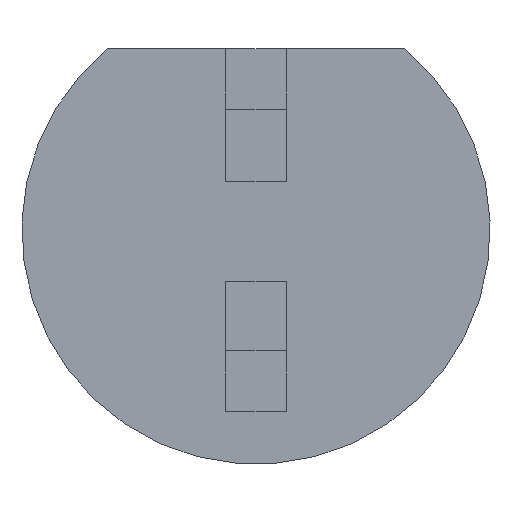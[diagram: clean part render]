
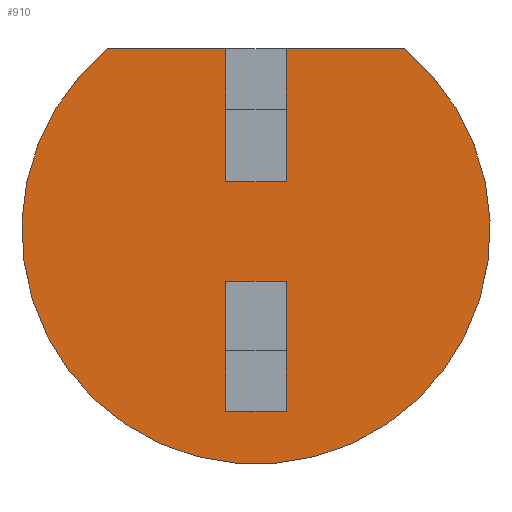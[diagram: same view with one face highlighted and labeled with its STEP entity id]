
A CAD part, front view. The second image highlights one B-rep face of the part: STEP entity #910.
In plain terms, the highlighted planar face has unit normal (0, -1, 0).
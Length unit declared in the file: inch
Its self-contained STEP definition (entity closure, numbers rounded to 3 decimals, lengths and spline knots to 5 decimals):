
#40 = AXIS2_PLACEMENT_3D ( 'NONE', #801, #719, #264 ) ;
#62 = VECTOR ( 'NONE', #925, 39.37008 ) ;
#79 = LINE ( 'NONE', #933, #62 ) ;
#113 = AXIS2_PLACEMENT_3D ( 'NONE', #909, #728, #462 ) ;
#254 = VERTEX_POINT ( 'NONE', #1117 ) ;
#264 = DIRECTION ( 'NONE',  ( 0., 0., 1. ) ) ;
#446 = CARTESIAN_POINT ( 'NONE',  ( -0.04905, -0.035, 0.06 ) ) ;
#450 = ORIENTED_EDGE ( 'NONE', *, *, #1054, .F. ) ;
#462 = DIRECTION ( 'NONE',  ( 0., 0., 1. ) ) ;
#527 = EDGE_CURVE ( 'NONE', #254, #779, #676, .T. ) ;
#586 = ORIENTED_EDGE ( 'NONE', *, *, #527, .F. ) ;
#676 = CIRCLE ( 'NONE', #40, 0.0775 ) ;
#719 = DIRECTION ( 'NONE',  ( 0., 1., 0. ) ) ;
#728 = DIRECTION ( 'NONE',  ( 0., 1., 0. ) ) ;
#779 = VERTEX_POINT ( 'NONE', #446 ) ;
#801 = CARTESIAN_POINT ( 'NONE',  ( 0., -0.035, 0. ) ) ;
#819 = PLANE ( 'NONE',  #113 ) ;
#909 = CARTESIAN_POINT ( 'NONE',  ( 0., -0.035, 0. ) ) ;
#910 = ADVANCED_FACE ( 'NONE', ( #1145 ), #819, .F. ) ;
#925 = DIRECTION ( 'NONE',  ( 1., 0., 0. ) ) ;
#933 = CARTESIAN_POINT ( 'NONE',  ( -0.04905, -0.035, 0.06 ) ) ;
#1054 = EDGE_CURVE ( 'NONE', #779, #254, #79, .T. ) ;
#1117 = CARTESIAN_POINT ( 'NONE',  ( 0.04905, -0.035, 0.06 ) ) ;
#1121 = EDGE_LOOP ( 'NONE', ( #586, #450 ) ) ;
#1145 = FACE_OUTER_BOUND ( 'NONE', #1121, .T. ) ;
